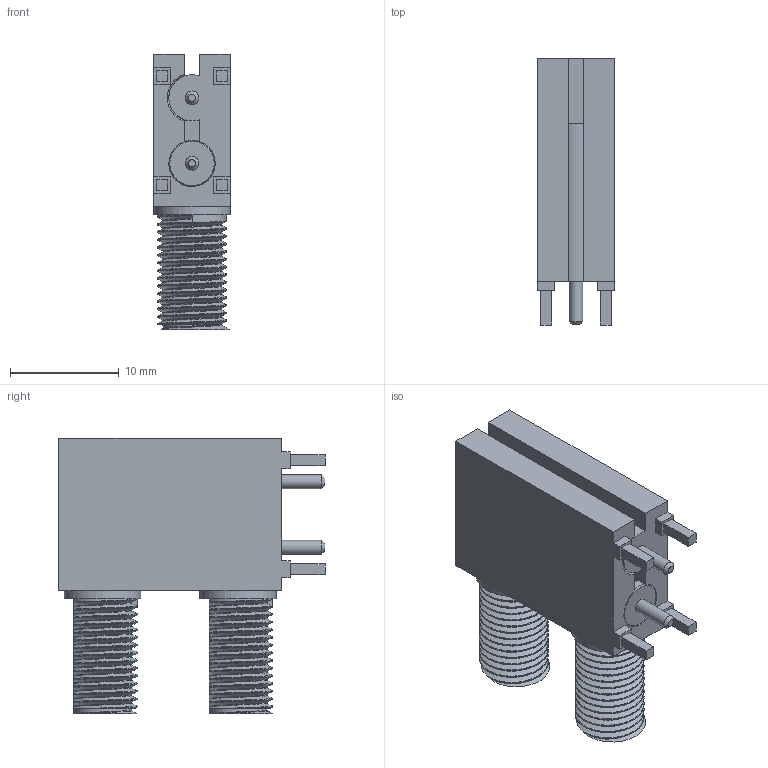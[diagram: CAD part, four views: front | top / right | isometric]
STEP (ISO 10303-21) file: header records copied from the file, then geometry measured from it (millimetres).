
FILE_DESCRIPTION(/* description */ (''),/* implementation_level */ '2;1');
FILE_NAME(/* name */ 'C-SX-241 Issue 1.6 - With threads.stp',/* time_stamp */ '2023-03-21T10:24:42Z',/* author */ ('PeterF'),/* organization */ ('Cambridge Electronic Industries Ltd'),/* preprocessor_version */ 'ST-DEVELOPER v19.2',/* originating_system */ 'Autodesk Inventor 2023',/* authorisation */ '');
FILE_SCHEMA (('AUTOMOTIVE_DESIGN { 1 0 10303 214 3 1 1 }'));
Length unit declared in the file: millimetre
Products named in the file (1): Customer Assembly with threads
Bounding box: 7.01 x 24.46 x 25.27 mm (x, y, z)
Volume: 2470.5 mm3; surface area: 2124.3 mm2
Topology: 1 solids, 1 shells, 331 faces, 952 edges, 634 vertices
Faces by surface type: bspline 178, plane 84, cylinder 53, cone 15, torus 1
Full cylindrical faces by diameter (mm): 0.94 x2, 1.27 x4, 2.9 x2, 3.3 x2, 4.699 x2, 7.01 x2
Entity records: 28539 total; most frequent: CARTESIAN_POINT 21054, ORIENTED_EDGE 1900, EDGE_CURVE 950, DIRECTION 779, VERTEX_POINT 633, B_SPLINE_CURVE_WITH_KNOTS 565, EDGE_LOOP 347, STYLED_ITEM 332
